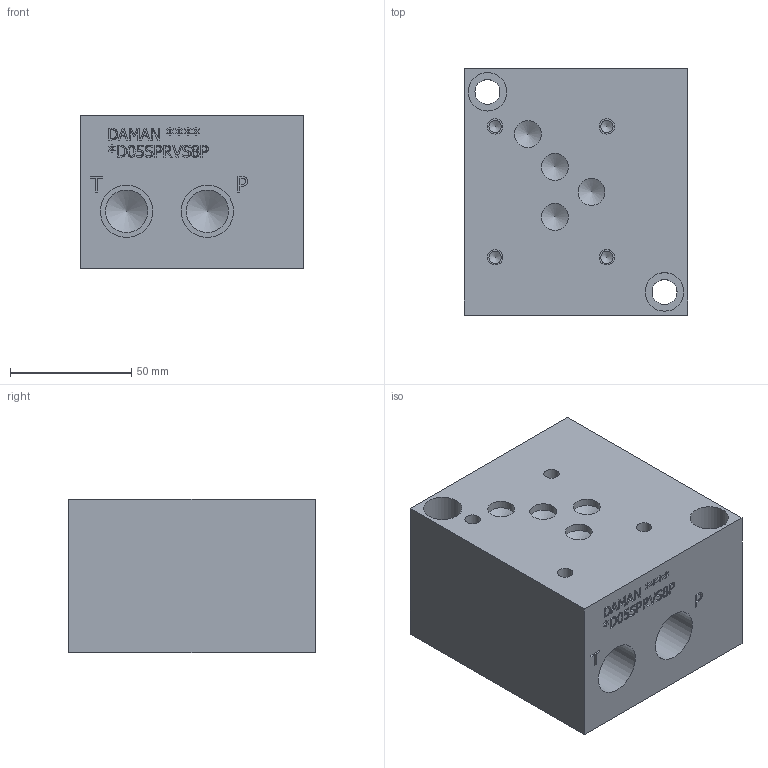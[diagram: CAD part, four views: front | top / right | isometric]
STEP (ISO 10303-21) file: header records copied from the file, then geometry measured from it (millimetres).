
FILE_DESCRIPTION(/* description */ (''),/* implementation_level */ '2;1');
FILE_NAME(/* name */ '_D05SPRVS8P.stp',/* time_stamp */ '2020-03-13T09:13:52-04:00',/* author */ ('devonn'),/* organization */ (''),/* preprocessor_version */ 'ST-DEVELOPER v17',/* originating_system */ 'Autodesk Inventor 2019',/* authorisation */ '');
FILE_SCHEMA (('AUTOMOTIVE_DESIGN { 1 0 10303 214 3 1 1 }'));
Length unit declared in the file: millimetre
Products named in the file (1): Part_AD05SPRVS8P_3D
Bounding box: 92.08 x 101.6 x 63.5 mm (x, y, z)
Volume: 520019.5 mm3; surface area: 61124.7 mm2
Topology: 1 solids, 1 shells, 513 faces, 1406 edges, 947 vertices
Faces by surface type: plane 313, bspline 145, cylinder 36, cone 19
Full cylindrical faces by diameter (mm): 5.105 x4, 6.35 x4, 10.312 x2, 11.125 x6, 14.3 x1, 15.875 x2, 17.45 x1, 17.475 x6, 18.542 x1, 19.99 x1, 20.625 x1, 21.514 x1, 21.59 x5, 21.819 x1
Entity records: 17388 total; most frequent: CARTESIAN_POINT 4782, ORIENTED_EDGE 2782, DIRECTION 1962, EDGE_CURVE 1391, LINE 968, VECTOR 968, VERTEX_POINT 947, EDGE_LOOP 588
